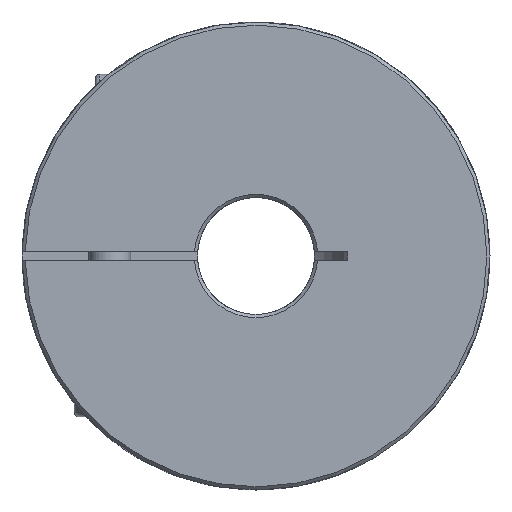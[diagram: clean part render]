
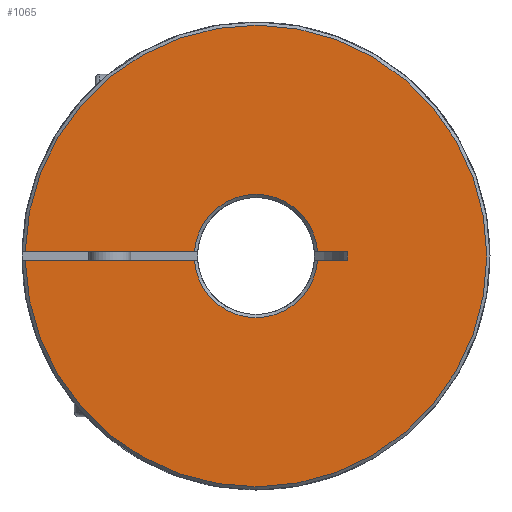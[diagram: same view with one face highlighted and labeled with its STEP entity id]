
A CAD part, left-side view. The second image highlights one B-rep face of the part: STEP entity #1065.
In plain terms, the highlighted planar face has unit normal (-1, 0, 0).
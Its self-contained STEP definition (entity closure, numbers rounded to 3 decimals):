
#337 = EDGE_CURVE ( 'NONE', #609, #610, #1725, .T. ) ;
#345 = EDGE_CURVE ( 'NONE', #615, #620, #1731, .T. ) ;
#348 = EDGE_CURVE ( 'NONE', #618, #609, #1727, .T. ) ;
#351 = EDGE_CURVE ( 'NONE', #617, #616, #1737, .T. ) ;
#352 = EDGE_CURVE ( 'NONE', #617, #610, #1738, .T. ) ;
#353 = EDGE_CURVE ( 'NONE', #615, #616, #1736, .T. ) ;
#354 = EDGE_CURVE ( 'NONE', #619, #620, #1744, .T. ) ;
#355 = EDGE_CURVE ( 'NONE', #619, #618, #1747, .T. ) ;
#609 = VERTEX_POINT ( 'NONE', #3167 ) ;
#610 = VERTEX_POINT ( 'NONE', #3168 ) ;
#615 = VERTEX_POINT ( 'NONE', #3173 ) ;
#616 = VERTEX_POINT ( 'NONE', #3174 ) ;
#617 = VERTEX_POINT ( 'NONE', #3175 ) ;
#618 = VERTEX_POINT ( 'NONE', #3176 ) ;
#619 = VERTEX_POINT ( 'NONE', #3177 ) ;
#620 = VERTEX_POINT ( 'NONE', #3178 ) ;
#919 = EDGE_LOOP ( 'NONE', ( #1192, #1193, #1194, #1195, #1196, #1197, #1198, #1199 ) ) ;
#1065 = ADVANCED_FACE ( 'NONE', ( #2829 ), #3394, .T. ) ;
#1192 = ORIENTED_EDGE ( 'NONE', *, *, #353, .T. ) ;
#1193 = ORIENTED_EDGE ( 'NONE', *, *, #351, .F. ) ;
#1194 = ORIENTED_EDGE ( 'NONE', *, *, #352, .T. ) ;
#1195 = ORIENTED_EDGE ( 'NONE', *, *, #337, .F. ) ;
#1196 = ORIENTED_EDGE ( 'NONE', *, *, #348, .F. ) ;
#1197 = ORIENTED_EDGE ( 'NONE', *, *, #355, .F. ) ;
#1198 = ORIENTED_EDGE ( 'NONE', *, *, #354, .T. ) ;
#1199 = ORIENTED_EDGE ( 'NONE', *, *, #345, .F. ) ;
#1725 = CIRCLE ( 'NONE', #2206, 7.381 ) ;
#1727 = LINE ( 'NONE', #2563, #1732 ) ;
#1730 = VECTOR ( 'NONE', #2609, 1000. ) ;
#1731 = CIRCLE ( 'NONE', #2209, 7.381 ) ;
#1732 = VECTOR ( 'NONE', #2564, 1000. ) ;
#1736 = LINE ( 'NONE', #2610, #1742 ) ;
#1737 = LINE ( 'NONE', #2608, #1730 ) ;
#1738 = LINE ( 'NONE', #2565, #1740 ) ;
#1740 = VECTOR ( 'NONE', #2611, 1000. ) ;
#1742 = VECTOR ( 'NONE', #2613, 1000. ) ;
#1744 = LINE ( 'NONE', #2614, #1745 ) ;
#1745 = VECTOR ( 'NONE', #2615, 1000. ) ;
#1747 = CIRCLE ( 'NONE', #2215, 27.619 ) ;
#2206 = AXIS2_PLACEMENT_3D ( 'NONE', #2525, #2532, #2533 ) ;
#2209 = AXIS2_PLACEMENT_3D ( 'NONE', #2547, #2556, #2557 ) ;
#2215 = AXIS2_PLACEMENT_3D ( 'NONE', #2612, #2616, #2617 ) ;
#2295 = AXIS2_PLACEMENT_3D ( 'NONE', #3387, #3397, #3398 ) ;
#2525 = CARTESIAN_POINT ( 'NONE',  ( -22.5, 0., 0. ) ) ;
#2532 = DIRECTION ( 'NONE',  ( -1., 0., 0. ) ) ;
#2533 = DIRECTION ( 'NONE',  ( 0., -1., 0. ) ) ;
#2547 = CARTESIAN_POINT ( 'NONE',  ( -22.5, 0., 0. ) ) ;
#2556 = DIRECTION ( 'NONE',  ( -1., 0., 0. ) ) ;
#2557 = DIRECTION ( 'NONE',  ( 0., -1., 0. ) ) ;
#2563 = CARTESIAN_POINT ( 'NONE',  ( -22.5, 0., -0.5 ) ) ;
#2564 = DIRECTION ( 'NONE',  ( 0., -1., 0. ) ) ;
#2565 = CARTESIAN_POINT ( 'NONE',  ( -22.5, -10.973, -0.5 ) ) ;
#2608 = CARTESIAN_POINT ( 'NONE',  ( -22.5, -10.973, -16.006 ) ) ;
#2609 = DIRECTION ( 'NONE',  ( 0., 0., 1. ) ) ;
#2610 = CARTESIAN_POINT ( 'NONE',  ( -22.5, -10.973, 0.5 ) ) ;
#2611 = DIRECTION ( 'NONE',  ( 0., 1., 0. ) ) ;
#2612 = CARTESIAN_POINT ( 'NONE',  ( -22.5, 0., 0. ) ) ;
#2613 = DIRECTION ( 'NONE',  ( 0., -1., 0. ) ) ;
#2614 = CARTESIAN_POINT ( 'NONE',  ( -22.5, 0., 0.5 ) ) ;
#2615 = DIRECTION ( 'NONE',  ( 0., -1., 0. ) ) ;
#2616 = DIRECTION ( 'NONE',  ( 1., 0., 0. ) ) ;
#2617 = DIRECTION ( 'NONE',  ( 0., -1., 0. ) ) ;
#2829 = FACE_OUTER_BOUND ( 'NONE', #919, .T. ) ;
#3167 = CARTESIAN_POINT ( 'NONE',  ( -22.5, 7.364, -0.5 ) ) ;
#3168 = CARTESIAN_POINT ( 'NONE',  ( -22.5, -7.364, -0.5 ) ) ;
#3173 = CARTESIAN_POINT ( 'NONE',  ( -22.5, -7.364, 0.5 ) ) ;
#3174 = CARTESIAN_POINT ( 'NONE',  ( -22.5, -10.973, 0.5 ) ) ;
#3175 = CARTESIAN_POINT ( 'NONE',  ( -22.5, -10.973, -0.5 ) ) ;
#3176 = CARTESIAN_POINT ( 'NONE',  ( -22.5, 27.614, -0.5 ) ) ;
#3177 = CARTESIAN_POINT ( 'NONE',  ( -22.5, 27.614, 0.5 ) ) ;
#3178 = CARTESIAN_POINT ( 'NONE',  ( -22.5, 7.364, 0.5 ) ) ;
#3387 = CARTESIAN_POINT ( 'NONE',  ( -22.5, 0., 0. ) ) ;
#3394 = PLANE ( 'NONE',  #2295 ) ;
#3397 = DIRECTION ( 'NONE',  ( -1., 0., 0. ) ) ;
#3398 = DIRECTION ( 'NONE',  ( 0., -1., 0. ) ) ;
